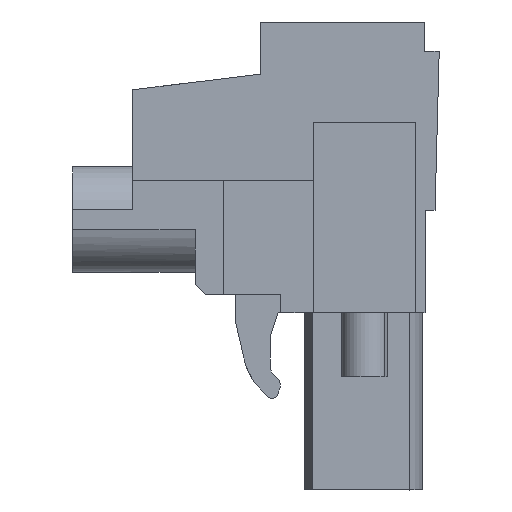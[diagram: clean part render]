
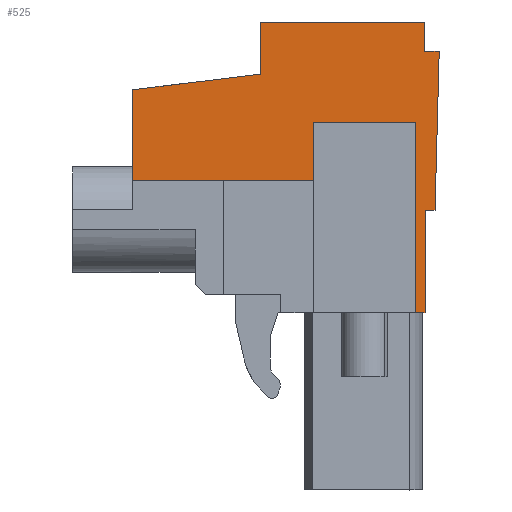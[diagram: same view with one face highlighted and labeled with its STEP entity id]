
A CAD part, left-side view. The second image highlights one B-rep face of the part: STEP entity #525.
In plain terms, the highlighted planar face has unit normal (-1, 0, 0).
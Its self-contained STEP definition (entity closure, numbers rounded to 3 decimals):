
#425=AXIS2_PLACEMENT_3D('Plane Axis2P3D',#422,#423,#424) ;
#40=CARTESIAN_POINT('Vertex',(4.94,8.9,20.75)) ;
#45=CARTESIAN_POINT('Line Origine',(4.94,8.9,22.05)) ;
#49=CARTESIAN_POINT('Vertex',(4.94,8.9,23.35)) ;
#355=CARTESIAN_POINT('Vertex',(4.94,15.25,19.97)) ;
#358=CARTESIAN_POINT('Line Origine',(4.94,12.075,20.36)) ;
#422=CARTESIAN_POINT('Axis2P3D Location',(4.94,-1.91,-25.3)) ;
#427=CARTESIAN_POINT('Line Origine',(4.94,0.908,8.85)) ;
#431=CARTESIAN_POINT('Vertex',(4.94,1.139,8.85)) ;
#433=CARTESIAN_POINT('Vertex',(4.94,0.677,8.85)) ;
#436=CARTESIAN_POINT('Line Origine',(4.94,0.664,11.4)) ;
#440=CARTESIAN_POINT('Vertex',(4.94,0.65,13.95)) ;
#443=CARTESIAN_POINT('Line Origine',(4.94,0.414,13.95)) ;
#447=CARTESIAN_POINT('Vertex',(4.94,0.179,13.95)) ;
#450=CARTESIAN_POINT('Line Origine',(4.94,0.075,17.925)) ;
#454=CARTESIAN_POINT('Vertex',(4.94,-0.029,21.9)) ;
#457=CARTESIAN_POINT('Line Origine',(4.94,0.335,21.9)) ;
#461=CARTESIAN_POINT('Vertex',(4.94,0.7,21.9)) ;
#464=CARTESIAN_POINT('Line Origine',(4.94,0.7,22.625)) ;
#468=CARTESIAN_POINT('Vertex',(4.94,0.7,23.35)) ;
#471=CARTESIAN_POINT('Line Origine',(4.94,4.8,23.35)) ;
#476=CARTESIAN_POINT('Line Origine',(4.94,15.25,17.71)) ;
#480=CARTESIAN_POINT('Vertex',(4.94,15.25,15.45)) ;
#483=CARTESIAN_POINT('Line Origine',(4.94,10.744,15.45)) ;
#487=CARTESIAN_POINT('Vertex',(4.94,6.239,15.45)) ;
#490=CARTESIAN_POINT('Line Origine',(4.94,6.239,16.68)) ;
#494=CARTESIAN_POINT('Vertex',(4.94,6.239,17.91)) ;
#497=CARTESIAN_POINT('Line Origine',(4.94,3.689,17.91)) ;
#501=CARTESIAN_POINT('Vertex',(4.94,1.139,17.91)) ;
#504=CARTESIAN_POINT('Line Origine',(4.94,1.139,13.38)) ;
#46=DIRECTION('Vector Direction',(0.,0.,1.)) ;
#359=DIRECTION('Vector Direction',(0.,-0.993,0.122)) ;
#423=DIRECTION('Axis2P3D Direction',(-1.,0.,0.)) ;
#424=DIRECTION('Axis2P3D XDirection',(0.,-1.,0.)) ;
#428=DIRECTION('Vector Direction',(0.,-1.,0.)) ;
#437=DIRECTION('Vector Direction',(0.,-0.005,1.)) ;
#444=DIRECTION('Vector Direction',(0.,1.,0.)) ;
#451=DIRECTION('Vector Direction',(0.,0.026,-1.)) ;
#458=DIRECTION('Vector Direction',(0.,-1.,0.)) ;
#465=DIRECTION('Vector Direction',(0.,0.,-1.)) ;
#472=DIRECTION('Vector Direction',(0.,-1.,0.)) ;
#477=DIRECTION('Vector Direction',(0.,0.,-1.)) ;
#484=DIRECTION('Vector Direction',(0.,1.,0.)) ;
#491=DIRECTION('Vector Direction',(0.,0.,-1.)) ;
#498=DIRECTION('Vector Direction',(0.,-1.,0.)) ;
#505=DIRECTION('Vector Direction',(0.,0.,-1.)) ;
#47=VECTOR('Line Direction',#46,1.) ;
#360=VECTOR('Line Direction',#359,1.) ;
#429=VECTOR('Line Direction',#428,1.) ;
#438=VECTOR('Line Direction',#437,1.) ;
#445=VECTOR('Line Direction',#444,1.) ;
#452=VECTOR('Line Direction',#451,1.) ;
#459=VECTOR('Line Direction',#458,1.) ;
#466=VECTOR('Line Direction',#465,1.) ;
#473=VECTOR('Line Direction',#472,1.) ;
#478=VECTOR('Line Direction',#477,1.) ;
#485=VECTOR('Line Direction',#484,1.) ;
#492=VECTOR('Line Direction',#491,1.) ;
#499=VECTOR('Line Direction',#498,1.) ;
#506=VECTOR('Line Direction',#505,1.) ;
#510=ORIENTED_EDGE('',*,*,#435,.T.) ;
#511=ORIENTED_EDGE('',*,*,#442,.T.) ;
#512=ORIENTED_EDGE('',*,*,#449,.T.) ;
#513=ORIENTED_EDGE('',*,*,#456,.T.) ;
#514=ORIENTED_EDGE('',*,*,#463,.T.) ;
#515=ORIENTED_EDGE('',*,*,#470,.T.) ;
#516=ORIENTED_EDGE('',*,*,#475,.T.) ;
#517=ORIENTED_EDGE('',*,*,#51,.T.) ;
#518=ORIENTED_EDGE('',*,*,#362,.T.) ;
#519=ORIENTED_EDGE('',*,*,#482,.T.) ;
#520=ORIENTED_EDGE('',*,*,#489,.F.) ;
#521=ORIENTED_EDGE('',*,*,#496,.T.) ;
#522=ORIENTED_EDGE('',*,*,#503,.T.) ;
#523=ORIENTED_EDGE('',*,*,#508,.F.) ;
#525=ADVANCED_FACE('HOUSING',(#524),#426,.T.) ;
#51=EDGE_CURVE('',#50,#41,#48,.F.) ;
#362=EDGE_CURVE('',#41,#356,#361,.F.) ;
#435=EDGE_CURVE('',#432,#434,#430,.T.) ;
#442=EDGE_CURVE('',#434,#441,#439,.T.) ;
#449=EDGE_CURVE('',#441,#448,#446,.F.) ;
#456=EDGE_CURVE('',#448,#455,#453,.F.) ;
#463=EDGE_CURVE('',#455,#462,#460,.F.) ;
#470=EDGE_CURVE('',#462,#469,#467,.F.) ;
#475=EDGE_CURVE('',#469,#50,#474,.F.) ;
#482=EDGE_CURVE('',#356,#481,#479,.T.) ;
#489=EDGE_CURVE('',#488,#481,#486,.T.) ;
#496=EDGE_CURVE('',#488,#495,#493,.F.) ;
#503=EDGE_CURVE('',#495,#502,#500,.T.) ;
#508=EDGE_CURVE('',#432,#502,#507,.F.) ;
#509=EDGE_LOOP('',(#510,#511,#512,#513,#514,#515,#516,#517,#518,#519,#520,#521,#522,#523)) ;
#524=FACE_OUTER_BOUND('',#509,.T.) ;
#48=LINE('Line',#45,#47) ;
#361=LINE('Line',#358,#360) ;
#430=LINE('Line',#427,#429) ;
#439=LINE('Line',#436,#438) ;
#446=LINE('Line',#443,#445) ;
#453=LINE('Line',#450,#452) ;
#460=LINE('Line',#457,#459) ;
#467=LINE('Line',#464,#466) ;
#474=LINE('Line',#471,#473) ;
#479=LINE('Line',#476,#478) ;
#486=LINE('Line',#483,#485) ;
#493=LINE('Line',#490,#492) ;
#500=LINE('Line',#497,#499) ;
#507=LINE('Line',#504,#506) ;
#426=PLANE('',#425) ;
#41=VERTEX_POINT('',#40) ;
#50=VERTEX_POINT('',#49) ;
#356=VERTEX_POINT('',#355) ;
#432=VERTEX_POINT('',#431) ;
#434=VERTEX_POINT('',#433) ;
#441=VERTEX_POINT('',#440) ;
#448=VERTEX_POINT('',#447) ;
#455=VERTEX_POINT('',#454) ;
#462=VERTEX_POINT('',#461) ;
#469=VERTEX_POINT('',#468) ;
#481=VERTEX_POINT('',#480) ;
#488=VERTEX_POINT('',#487) ;
#495=VERTEX_POINT('',#494) ;
#502=VERTEX_POINT('',#501) ;
